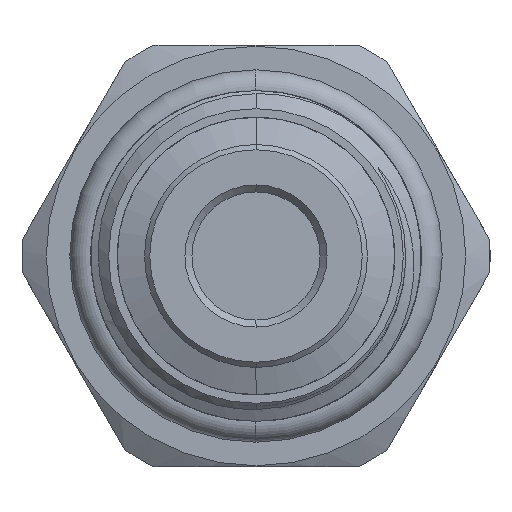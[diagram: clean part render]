
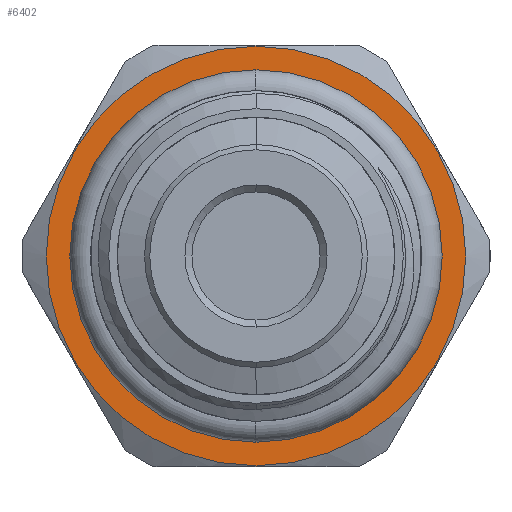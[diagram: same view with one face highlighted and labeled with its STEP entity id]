
A CAD part, left-side view. The second image highlights one B-rep face of the part: STEP entity #6402.
In plain terms, the highlighted planar face has unit normal (-1, 0, 0).
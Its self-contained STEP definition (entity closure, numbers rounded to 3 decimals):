
#1213 = CARTESIAN_POINT ( 'NONE',  ( -3.415, 0., 0. ) ) ;
#1214 = DIRECTION ( 'NONE',  ( 1., 0., 0. ) ) ;
#1215 = DIRECTION ( 'NONE',  ( 0., 0., 1. ) ) ;
#1216 = CARTESIAN_POINT ( 'NONE',  ( -3.415, 0., 0. ) ) ;
#1217 = DIRECTION ( 'NONE',  ( -1., 0., 0. ) ) ;
#1218 = DIRECTION ( 'NONE',  ( 0., 0., 1. ) ) ;
#3928 = VERTEX_POINT ( 'NONE', #9897 ) ;
#3955 = VERTEX_POINT ( 'NONE', #9924 ) ;
#4999 = VERTEX_POINT ( 'NONE', #10049 ) ;
#5139 = VERTEX_POINT ( 'NONE', #10057 ) ;
#5267 = ORIENTED_EDGE ( 'NONE', *, *, #6979, .T. ) ;
#5268 = ORIENTED_EDGE ( 'NONE', *, *, #6664, .T. ) ;
#5291 = ORIENTED_EDGE ( 'NONE', *, *, #6980, .T. ) ;
#5292 = ORIENTED_EDGE ( 'NONE', *, *, #6711, .T. ) ;
#6166 = EDGE_LOOP ( 'NONE', ( #5268, #5267 ) ) ;
#6227 = EDGE_LOOP ( 'NONE', ( #5292, #5291 ) ) ;
#6402 = ADVANCED_FACE ( 'NONE', ( #13461, #13459 ), #14913, .T. ) ;
#6664 = EDGE_CURVE ( 'NONE', #4999, #3955, #13793, .T. ) ;
#6711 = EDGE_CURVE ( 'NONE', #3928, #5139, #13849, .T. ) ;
#6979 = EDGE_CURVE ( 'NONE', #3955, #4999, #14144, .T. ) ;
#6980 = EDGE_CURVE ( 'NONE', #5139, #3928, #14145, .T. ) ;
#9897 = CARTESIAN_POINT ( 'NONE',  ( -3.415, 0., 11.95 ) ) ;
#9924 = CARTESIAN_POINT ( 'NONE',  ( -3.415, 0., -8.895 ) ) ;
#10049 = CARTESIAN_POINT ( 'NONE',  ( -3.415, 0., 8.895 ) ) ;
#10057 = CARTESIAN_POINT ( 'NONE',  ( -3.415, 0., -11.95 ) ) ;
#12950 = AXIS2_PLACEMENT_3D ( 'NONE', #14907, #14915, #14916 ) ;
#13112 = AXIS2_PLACEMENT_3D ( 'NONE', #16570, #16571, #16572 ) ;
#13132 = AXIS2_PLACEMENT_3D ( 'NONE', #16769, #16770, #16771 ) ;
#13258 = AXIS2_PLACEMENT_3D ( 'NONE', #1213, #1214, #1215 ) ;
#13259 = AXIS2_PLACEMENT_3D ( 'NONE', #1216, #1217, #1218 ) ;
#13459 = FACE_OUTER_BOUND ( 'NONE', #6227, .T. ) ;
#13461 = FACE_BOUND ( 'NONE', #6166, .T. ) ;
#13793 = CIRCLE ( 'NONE', #13112, 8.895 ) ;
#13849 = CIRCLE ( 'NONE', #13132, 11.95 ) ;
#14144 = CIRCLE ( 'NONE', #13258, 8.895 ) ;
#14145 = CIRCLE ( 'NONE', #13259, 11.95 ) ;
#14907 = CARTESIAN_POINT ( 'NONE',  ( -3.415, 11.95, 0. ) ) ;
#14913 = PLANE ( 'NONE',  #12950 ) ;
#14915 = DIRECTION ( 'NONE',  ( -1., 0., 0. ) ) ;
#14916 = DIRECTION ( 'NONE',  ( 0., 0., 1. ) ) ;
#16570 = CARTESIAN_POINT ( 'NONE',  ( -3.415, 0., 0. ) ) ;
#16571 = DIRECTION ( 'NONE',  ( 1., 0., 0. ) ) ;
#16572 = DIRECTION ( 'NONE',  ( 0., 0., 1. ) ) ;
#16769 = CARTESIAN_POINT ( 'NONE',  ( -3.415, 0., 0. ) ) ;
#16770 = DIRECTION ( 'NONE',  ( -1., 0., 0. ) ) ;
#16771 = DIRECTION ( 'NONE',  ( 0., 0., 1. ) ) ;
